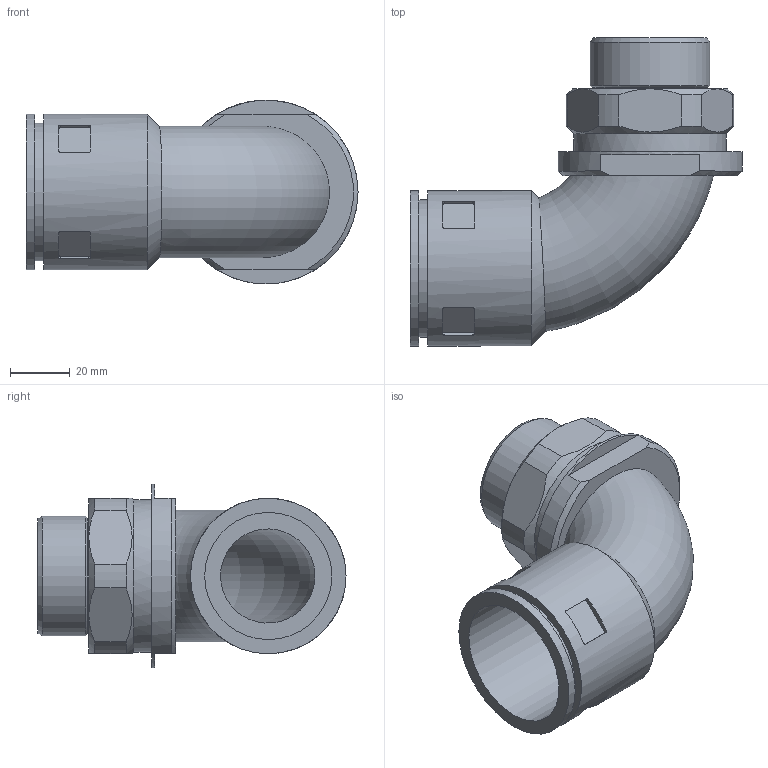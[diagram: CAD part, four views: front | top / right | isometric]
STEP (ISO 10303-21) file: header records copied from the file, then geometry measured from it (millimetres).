
FILE_DESCRIPTION( ( 'STEP AP203' ), '1' );
FILE_NAME( 'FLEXA RQBK90DR-M 5121.042.240.stp', '2020-03-24T13:05:17', ( 'License CC BY-ND 4.0' ), ( 'CADENAS' ), ' ', 'PARTsolutions', ' ' );
FILE_SCHEMA( ( 'CONFIG_CONTROL_DESIGN' ) );
Length unit declared in the file: millimetre
Products named in the file (1): _FLEXA RQBK90DR-M 5121.042.240
Bounding box: 111 x 103 x 61.5 mm (x, y, z)
Volume: 116097.6 mm3; surface area: 42773.7 mm2
Topology: 1 solids, 1 shells, 102 faces, 249 edges, 161 vertices
Faces by surface type: plane 45, cylinder 36, cone 13, torus 8
Full cylindrical faces by diameter (mm): 31.5 x1, 35 x1, 38 x1, 40 x1, 42.5 x1, 46 x1, 51 x1, 52 x2, 61.5 x1
Entity records: 3506 total; most frequent: CARTESIAN_POINT 1218, DIRECTION 452, ORIENTED_EDGE 446, EDGE_CURVE 223, AXIS2_PLACEMENT_3D 187, VERTEX_POINT 155, EDGE_LOOP 136, FACE_OUTER_BOUND 117
